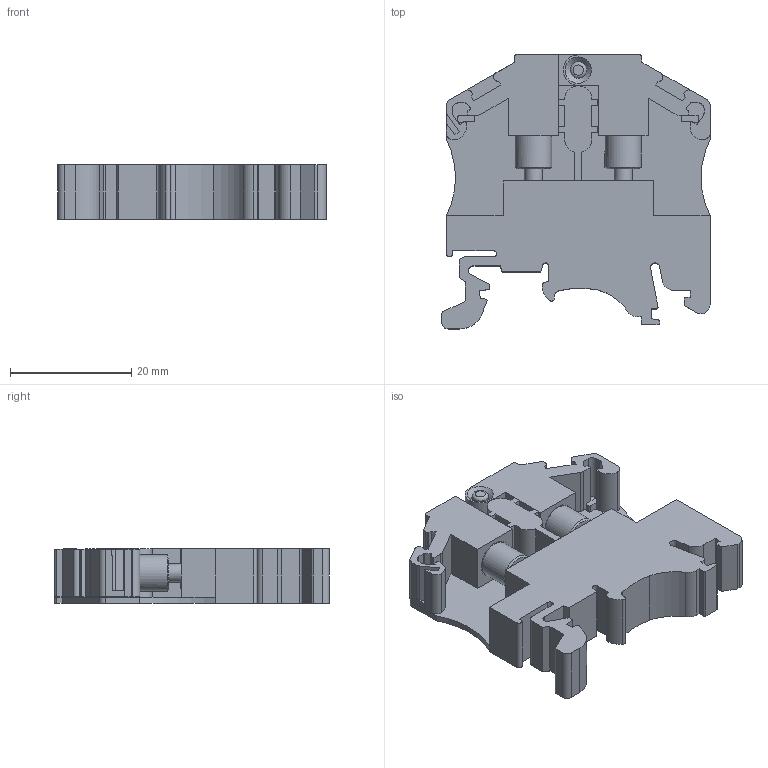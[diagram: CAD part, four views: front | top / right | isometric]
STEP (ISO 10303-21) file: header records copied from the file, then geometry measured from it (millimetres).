
FILE_DESCRIPTION(/* description */ ('Unknown'),/* implementation_level */ '2;1');
FILE_NAME(/* name */ 'OAT2.5_GY_3D',/* time_stamp */ '2019-09-30T16:44:57+05:00',/* author */ ('Unknown'),/* organization */ ('Unknown'),/* preprocessor_version */ 'ST-DEVELOPER v16.7',/* originating_system */ 'DEX',/* authorisation */ $);
FILE_SCHEMA (('AUTOMOTIVE_DESIGN {1 0 10303 214 3 1 1}'));
Length unit declared in the file: millimetre
Products named in the file (1): OAT2.5
Bounding box: 44.25 x 45.2 x 9 mm (x, y, z)
Volume: 10168.7 mm3; surface area: 8230 mm2
Topology: 1 solids, 5 shells, 388 faces, 1121 edges, 745 vertices
Faces by surface type: plane 236, cylinder 127, bspline 12, cone 10, torus 3
Full cylindrical faces by diameter (mm): 2.5 x2, 2.621 x2, 2.7 x1, 2.75 x2, 3 x2, 3.2 x2, 4.5 x2, 4.7 x2, 6 x2
Entity records: 15417 total; most frequent: CARTESIAN_POINT 2542, ORIENTED_EDGE 2142, DIRECTION 2060, EDGE_CURVE 1071, LINE 750, VECTOR 750, VERTEX_POINT 725, AXIS2_PLACEMENT_3D 655
